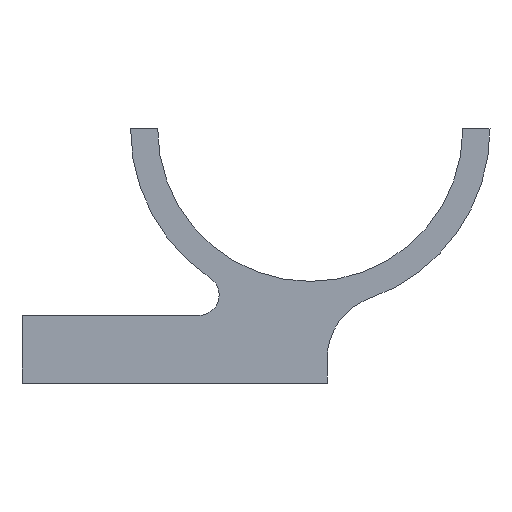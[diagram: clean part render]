
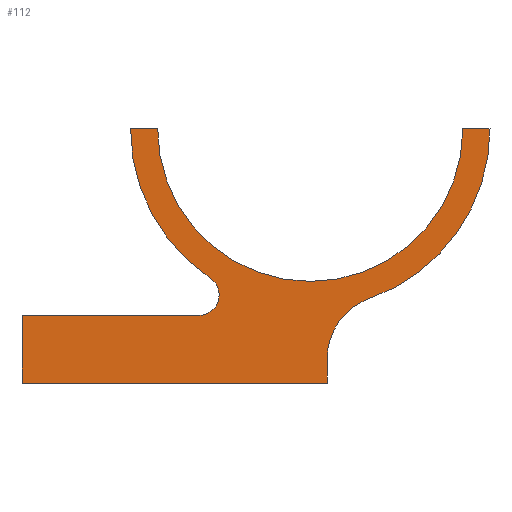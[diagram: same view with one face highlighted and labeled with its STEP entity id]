
A CAD part, front view. The second image highlights one B-rep face of the part: STEP entity #112.
In plain terms, the highlighted planar face has unit normal (0, -1, 0).
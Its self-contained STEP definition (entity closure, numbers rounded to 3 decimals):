
#112=ADVANCED_FACE('',(#135),#127,.F.);
#127=PLANE('',#370);
#135=FACE_OUTER_BOUND('',#146,.T.);
#146=EDGE_LOOP('',(#213,#214,#215,#216,#217,#218,#219,#220,#221,#222,#223));
#167=LINE('',#483,#190);
#168=LINE('',#485,#191);
#169=LINE('',#487,#192);
#170=LINE('',#489,#193);
#171=LINE('',#495,#194);
#172=LINE('',#499,#195);
#190=VECTOR('',#400,1.);
#191=VECTOR('',#401,1.);
#192=VECTOR('',#402,1.);
#193=VECTOR('',#403,1.);
#194=VECTOR('',#408,1.);
#195=VECTOR('',#411,1.);
#213=ORIENTED_EDGE('',*,*,#313,.F.);
#214=ORIENTED_EDGE('',*,*,#314,.T.);
#215=ORIENTED_EDGE('',*,*,#315,.F.);
#216=ORIENTED_EDGE('',*,*,#316,.T.);
#217=ORIENTED_EDGE('',*,*,#317,.T.);
#218=ORIENTED_EDGE('',*,*,#318,.F.);
#219=ORIENTED_EDGE('',*,*,#319,.F.);
#220=ORIENTED_EDGE('',*,*,#320,.F.);
#221=ORIENTED_EDGE('',*,*,#321,.F.);
#222=ORIENTED_EDGE('',*,*,#322,.F.);
#223=ORIENTED_EDGE('',*,*,#323,.F.);
#287=VERTEX_POINT('',#479);
#288=VERTEX_POINT('',#480);
#289=VERTEX_POINT('',#482);
#290=VERTEX_POINT('',#484);
#291=VERTEX_POINT('',#486);
#292=VERTEX_POINT('',#488);
#293=VERTEX_POINT('',#490);
#294=VERTEX_POINT('',#492);
#295=VERTEX_POINT('',#494);
#296=VERTEX_POINT('',#496);
#297=VERTEX_POINT('',#498);
#313=EDGE_CURVE('',#287,#288,#350,.T.);
#314=EDGE_CURVE('',#287,#289,#351,.T.);
#315=EDGE_CURVE('',#290,#289,#167,.T.);
#316=EDGE_CURVE('',#290,#291,#168,.T.);
#317=EDGE_CURVE('',#291,#292,#169,.T.);
#318=EDGE_CURVE('',#293,#292,#170,.T.);
#319=EDGE_CURVE('',#294,#293,#352,.T.);
#320=EDGE_CURVE('',#295,#294,#353,.T.);
#321=EDGE_CURVE('',#296,#295,#171,.T.);
#322=EDGE_CURVE('',#297,#296,#354,.T.);
#323=EDGE_CURVE('',#288,#297,#172,.T.);
#350=CIRCLE('',#365,26.5);
#351=CIRCLE('',#366,3.);
#352=CIRCLE('',#367,9.395);
#353=CIRCLE('',#368,26.5);
#354=CIRCLE('',#369,22.5);
#365=AXIS2_PLACEMENT_3D('',#478,#396,#397);
#366=AXIS2_PLACEMENT_3D('',#481,#398,#399);
#367=AXIS2_PLACEMENT_3D('',#491,#404,#405);
#368=AXIS2_PLACEMENT_3D('',#493,#406,#407);
#369=AXIS2_PLACEMENT_3D('',#497,#409,#410);
#370=AXIS2_PLACEMENT_3D('',#500,#412,#413);
#396=DIRECTION('',(0.,1.,0.));
#397=DIRECTION('',(1.,0.,0.));
#398=DIRECTION('',(0.,1.,0.));
#399=DIRECTION('',(0.,0.,1.));
#400=DIRECTION('',(1.,0.,0.));
#401=DIRECTION('',(0.,0.,-1.));
#402=DIRECTION('',(1.,0.,0.));
#403=DIRECTION('',(0.,0.,-1.));
#404=DIRECTION('',(0.,-1.,0.));
#405=DIRECTION('',(1.,0.,0.));
#406=DIRECTION('',(0.,1.,0.));
#407=DIRECTION('',(1.,0.,0.));
#408=DIRECTION('',(1.,0.,0.));
#409=DIRECTION('',(0.,-1.,0.));
#410=DIRECTION('',(1.,0.,0.));
#411=DIRECTION('',(1.,0.,0.));
#412=DIRECTION('',(0.,1.,0.));
#413=DIRECTION('',(0.,0.,1.));
#478=CARTESIAN_POINT('',(42.5,0.,37.5));
#479=CARTESIAN_POINT('',(27.739,0.,15.492));
#480=CARTESIAN_POINT('',(16.,0.,37.5));
#481=CARTESIAN_POINT('',(26.068,0.,13.));
#482=CARTESIAN_POINT('',(26.068,0.,10.));
#483=CARTESIAN_POINT('',(0.,0.,10.));
#484=CARTESIAN_POINT('',(0.,0.,10.));
#485=CARTESIAN_POINT('',(0.,0.,10.));
#486=CARTESIAN_POINT('',(0.,0.,0.));
#487=CARTESIAN_POINT('',(0.,0.,0.));
#488=CARTESIAN_POINT('',(45.,0.,0.));
#489=CARTESIAN_POINT('',(45.,0.,3.633));
#490=CARTESIAN_POINT('',(45.,0.,3.633));
#491=CARTESIAN_POINT('',(54.395,0.,3.633));
#492=CARTESIAN_POINT('',(51.282,0.,12.497));
#493=CARTESIAN_POINT('',(42.5,0.,37.5));
#494=CARTESIAN_POINT('',(69.,0.,37.5));
#495=CARTESIAN_POINT('',(65.,0.,37.5));
#496=CARTESIAN_POINT('',(65.,0.,37.5));
#497=CARTESIAN_POINT('',(42.5,0.,37.5));
#498=CARTESIAN_POINT('',(20.,0.,37.5));
#499=CARTESIAN_POINT('',(16.,0.,37.5));
#500=CARTESIAN_POINT('',(0.,0.,10.));
